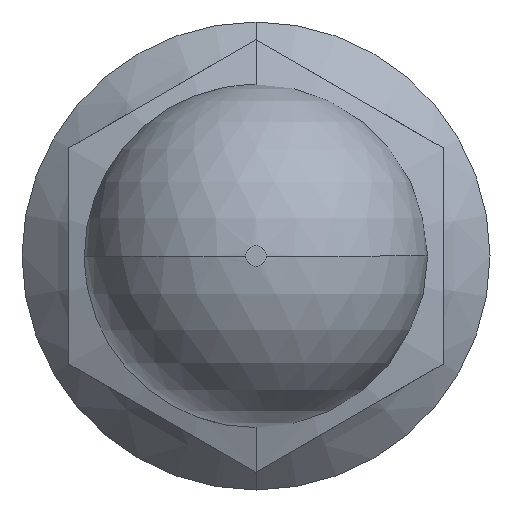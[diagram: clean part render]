
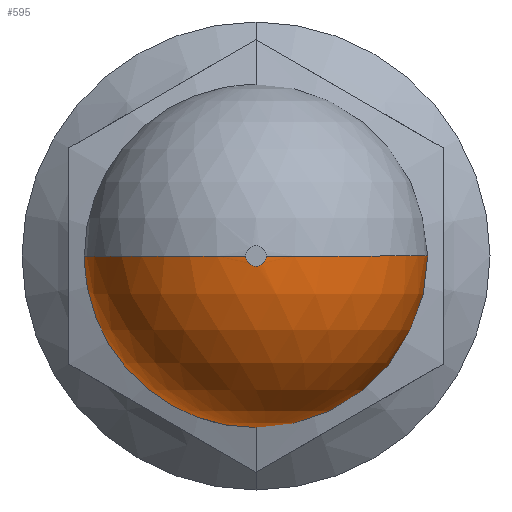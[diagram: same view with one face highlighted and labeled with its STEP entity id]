
A CAD part, front view. The second image highlights one B-rep face of the part: STEP entity #595.
In plain terms, the highlighted spherical face has radius 11 mm.
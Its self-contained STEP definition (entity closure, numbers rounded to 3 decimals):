
#57 = AXIS2_PLACEMENT_3D ( 'NONE', #734, #623, #748 ) ;
#60 = AXIS2_PLACEMENT_3D ( 'NONE', #942, #1022, #929 ) ;
#77 = AXIS2_PLACEMENT_3D ( 'NONE', #858, #873, #841 ) ;
#234 = CARTESIAN_POINT ( 'NONE',  ( 7.5, -13., 0. ) ) ;
#269 = CARTESIAN_POINT ( 'NONE',  ( 0., -13., -7.5 ) ) ;
#357 = ORIENTED_EDGE ( 'NONE', *, *, #597, .F. ) ;
#376 = ORIENTED_EDGE ( 'NONE', *, *, #769, .F. ) ;
#580 = CARTESIAN_POINT ( 'NONE',  ( -0.663, -32.027, 0. ) ) ;
#595 = ADVANCED_FACE ( 'NONE', ( #727 ), #735, .T. ) ;
#597 = EDGE_CURVE ( 'NONE', #1325, #1242, #728, .T. ) ;
#604 = CIRCLE ( 'NONE', #1258, 11. ) ;
#605 = EDGE_CURVE ( 'NONE', #1174, #1290, #731, .T. ) ;
#607 = CIRCLE ( 'NONE', #1223, 11. ) ;
#610 = CIRCLE ( 'NONE', #1214, 7.5 ) ;
#623 = DIRECTION ( 'NONE',  ( 0., 1., 0. ) ) ;
#638 = CARTESIAN_POINT ( 'NONE',  ( -7.5, -13., 0. ) ) ;
#727 = FACE_OUTER_BOUND ( 'NONE', #1257, .T. ) ;
#728 = CIRCLE ( 'NONE', #77, 7.5 ) ;
#731 = CIRCLE ( 'NONE', #57, 0.663 ) ;
#734 = CARTESIAN_POINT ( 'NONE',  ( 0., -32.027, 0. ) ) ;
#735 = SPHERICAL_SURFACE ( 'NONE', #60, 11. ) ;
#748 = DIRECTION ( 'NONE',  ( 0., 0., 1. ) ) ;
#769 = EDGE_CURVE ( 'NONE', #1174, #1298, #604, .T. ) ;
#793 = EDGE_CURVE ( 'NONE', #1290, #1242, #607, .T. ) ;
#796 = EDGE_CURVE ( 'NONE', #1298, #1325, #610, .T. ) ;
#812 = DIRECTION ( 'NONE',  ( 0., 0., 1. ) ) ;
#817 = DIRECTION ( 'NONE',  ( 0., 1., 0. ) ) ;
#823 = CARTESIAN_POINT ( 'NONE',  ( 0., -13., 0. ) ) ;
#841 = DIRECTION ( 'NONE',  ( 0., 0., 1. ) ) ;
#852 = DIRECTION ( 'NONE',  ( -1., 0., 0. ) ) ;
#858 = CARTESIAN_POINT ( 'NONE',  ( 0., -13., 0. ) ) ;
#863 = DIRECTION ( 'NONE',  ( 0., 0., -1. ) ) ;
#869 = CARTESIAN_POINT ( 'NONE',  ( 0., -21.047, 0. ) ) ;
#873 = DIRECTION ( 'NONE',  ( 0., 1., 0. ) ) ;
#929 = DIRECTION ( 'NONE',  ( -1., 0., 0. ) ) ;
#937 = CARTESIAN_POINT ( 'NONE',  ( 0.663, -32.027, 0. ) ) ;
#942 = CARTESIAN_POINT ( 'NONE',  ( 0., -21.047, 0. ) ) ;
#984 = DIRECTION ( 'NONE',  ( 1., 0., 0. ) ) ;
#1002 = DIRECTION ( 'NONE',  ( 0., 0., 1. ) ) ;
#1012 = CARTESIAN_POINT ( 'NONE',  ( 0., -21.047, 0. ) ) ;
#1022 = DIRECTION ( 'NONE',  ( 0., 0., 1. ) ) ;
#1025 = ORIENTED_EDGE ( 'NONE', *, *, #793, .T. ) ;
#1174 = VERTEX_POINT ( 'NONE', #937 ) ;
#1214 = AXIS2_PLACEMENT_3D ( 'NONE', #823, #817, #812 ) ;
#1223 = AXIS2_PLACEMENT_3D ( 'NONE', #869, #863, #852 ) ;
#1242 = VERTEX_POINT ( 'NONE', #638 ) ;
#1257 = EDGE_LOOP ( 'NONE', ( #376, #1287, #1025, #357, #1370 ) ) ;
#1258 = AXIS2_PLACEMENT_3D ( 'NONE', #1012, #1002, #984 ) ;
#1287 = ORIENTED_EDGE ( 'NONE', *, *, #605, .T. ) ;
#1290 = VERTEX_POINT ( 'NONE', #580 ) ;
#1298 = VERTEX_POINT ( 'NONE', #234 ) ;
#1325 = VERTEX_POINT ( 'NONE', #269 ) ;
#1370 = ORIENTED_EDGE ( 'NONE', *, *, #796, .F. ) ;
